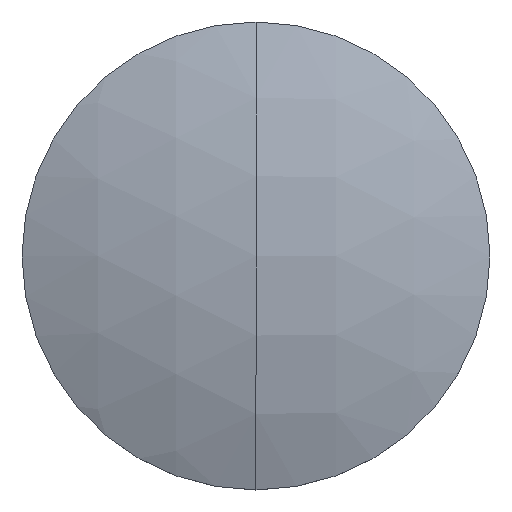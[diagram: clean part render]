
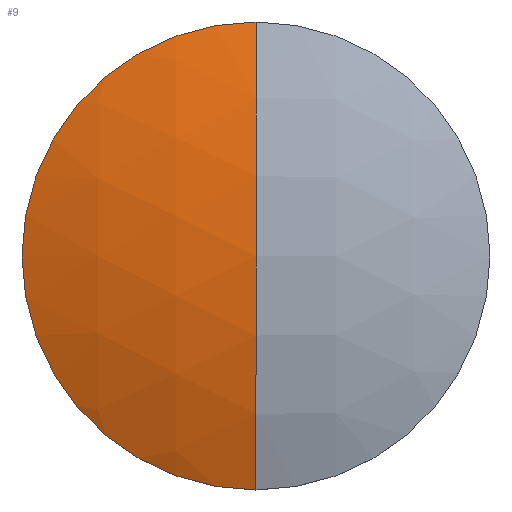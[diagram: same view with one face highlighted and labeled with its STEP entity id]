
A CAD part, top view. The second image highlights one B-rep face of the part: STEP entity #9.
In plain terms, the highlighted spherical face has radius 103.01 mm.
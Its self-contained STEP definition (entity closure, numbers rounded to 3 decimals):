
#5 = EDGE_CURVE ( 'NONE', #11, #8, #79, .T. ) ;
#6 = VERTEX_POINT ( 'NONE', #78 ) ;
#7 = ORIENTED_EDGE ( 'NONE', *, *, #5, .T. ) ;
#8 = VERTEX_POINT ( 'NONE', #100 ) ;
#9 = ADVANCED_FACE ( 'NONE', ( #94 ), #91, .T. ) ;
#10 = ORIENTED_EDGE ( 'NONE', *, *, #68, .T. ) ;
#11 = VERTEX_POINT ( 'NONE', #92 ) ;
#22 = ORIENTED_EDGE ( 'NONE', *, *, #23, .F. ) ;
#23 = EDGE_CURVE ( 'NONE', #6, #8, #121, .T. ) ;
#24 = ORIENTED_EDGE ( 'NONE', *, *, #25, .T. ) ;
#25 = EDGE_CURVE ( 'NONE', #6, #69, #115, .T. ) ;
#68 = EDGE_CURVE ( 'NONE', #69, #11, #154, .T. ) ;
#69 = VERTEX_POINT ( 'NONE', #149 ) ;
#70 = EDGE_LOOP ( 'NONE', ( #10, #7, #22, #24 ) ) ;
#78 = CARTESIAN_POINT ( 'NONE',  ( 0., 37.5, -2.038 ) ) ;
#79 = CIRCLE ( 'NONE', #96, 103.01 ) ;
#89 = CARTESIAN_POINT ( 'NONE',  ( 0., 0., -97.98 ) ) ;
#90 = AXIS2_PLACEMENT_3D ( 'NONE', #89, #138, #137 ) ;
#91 = SPHERICAL_SURFACE ( 'NONE', #90, 103.01 ) ;
#92 = CARTESIAN_POINT ( 'NONE',  ( 0., -37.5, -2.038 ) ) ;
#93 = DIRECTION ( 'NONE',  ( 0., -1., 0. ) ) ;
#94 = FACE_OUTER_BOUND ( 'NONE', #70, .T. ) ;
#96 = AXIS2_PLACEMENT_3D ( 'NONE', #160, #99, #93 ) ;
#99 = DIRECTION ( 'NONE',  ( -1., 0., 0. ) ) ;
#100 = CARTESIAN_POINT ( 'NONE',  ( 0., 0., 5.03 ) ) ;
#111 = DIRECTION ( 'NONE',  ( 1., 0., 0. ) ) ;
#112 = DIRECTION ( 'NONE',  ( 0., 0., 1. ) ) ;
#113 = CARTESIAN_POINT ( 'NONE',  ( 0., 0., -2.038 ) ) ;
#114 = AXIS2_PLACEMENT_3D ( 'NONE', #113, #112, #111 ) ;
#115 = CIRCLE ( 'NONE', #114, 37.5 ) ;
#117 = DIRECTION ( 'NONE',  ( 0., 0., -1. ) ) ;
#118 = DIRECTION ( 'NONE',  ( 1., 0., 0. ) ) ;
#119 = CARTESIAN_POINT ( 'NONE',  ( 0., 0., -97.98 ) ) ;
#120 = AXIS2_PLACEMENT_3D ( 'NONE', #119, #118, #117 ) ;
#121 = CIRCLE ( 'NONE', #120, 103.01 ) ;
#137 = DIRECTION ( 'NONE',  ( 0., 1., 0. ) ) ;
#138 = DIRECTION ( 'NONE',  ( -1., 0., 0. ) ) ;
#149 = CARTESIAN_POINT ( 'NONE',  ( -37.5, 0., -2.038 ) ) ;
#150 = DIRECTION ( 'NONE',  ( 1., 0., 0. ) ) ;
#151 = DIRECTION ( 'NONE',  ( 0., 0., 1. ) ) ;
#152 = CARTESIAN_POINT ( 'NONE',  ( 0., 0., -2.038 ) ) ;
#153 = AXIS2_PLACEMENT_3D ( 'NONE', #152, #151, #150 ) ;
#154 = CIRCLE ( 'NONE', #153, 37.5 ) ;
#160 = CARTESIAN_POINT ( 'NONE',  ( 0., 0., -97.98 ) ) ;
